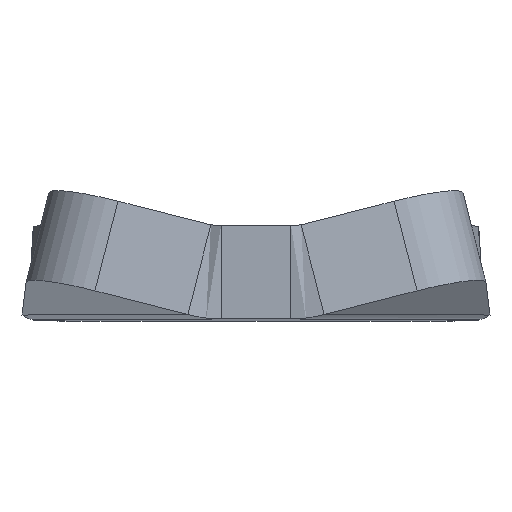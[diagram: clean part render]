
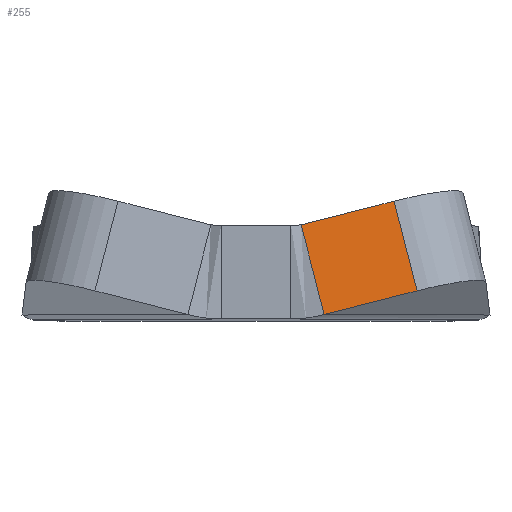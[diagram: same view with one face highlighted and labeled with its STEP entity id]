
A CAD part, top view. The second image highlights one B-rep face of the part: STEP entity #255.
In plain terms, the highlighted planar face has unit normal (-0.016, 0.124, 0.992).
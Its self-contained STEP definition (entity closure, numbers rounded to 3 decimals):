
#65 = CARTESIAN_POINT ( 'NONE',  ( 5.921, 1.051, 49.683 ) ) ;
#121 = CARTESIAN_POINT ( 'NONE',  ( 6.906, -2.794, 50.179 ) ) ;
#207 = ORIENTED_EDGE ( 'NONE', *, *, #2902, .T. ) ;
#255 = ADVANCED_FACE ( 'NONE', ( #2472 ), #2962, .T. ) ;
#302 = LINE ( 'NONE', #65, #2366 ) ;
#338 = CARTESIAN_POINT ( 'NONE',  ( 2.428, -1.884, 49.995 ) ) ;
#424 = DIRECTION ( 'NONE',  ( -0.246, 0.961, -0.124 ) ) ;
#430 = DIRECTION ( 'NONE',  ( -0.016, 0.124, 0.992 ) ) ;
#500 = VERTEX_POINT ( 'NONE', #2346 ) ;
#503 = VECTOR ( 'NONE', #1076, 1000. ) ;
#518 = ORIENTED_EDGE ( 'NONE', *, *, #1425, .T. ) ;
#544 = EDGE_LOOP ( 'NONE', ( #518, #207, #1608, #1332 ) ) ;
#725 = VECTOR ( 'NONE', #424, 1000. ) ;
#1076 = DIRECTION ( 'NONE',  ( -0.246, 0.961, -0.124 ) ) ;
#1304 = DIRECTION ( 'NONE',  ( -0.969, -0.246, 0.016 ) ) ;
#1332 = ORIENTED_EDGE ( 'NONE', *, *, #3258, .T. ) ;
#1425 = EDGE_CURVE ( 'NONE', #2822, #1692, #2705, .T. ) ;
#1450 = DIRECTION ( 'NONE',  ( 0., -0.992, 0.124 ) ) ;
#1477 = AXIS2_PLACEMENT_3D ( 'NONE', #1702, #430, #1450 ) ;
#1492 = CARTESIAN_POINT ( 'NONE',  ( 6.906, -2.794, 50.179 ) ) ;
#1608 = ORIENTED_EDGE ( 'NONE', *, *, #2227, .F. ) ;
#1645 = LINE ( 'NONE', #2404, #3219 ) ;
#1692 = VERTEX_POINT ( 'NONE', #2577 ) ;
#1702 = CARTESIAN_POINT ( 'NONE',  ( -8.697, -6.758, 50.429 ) ) ;
#2184 = CARTESIAN_POINT ( 'NONE',  ( 2.921, -3.806, 50.243 ) ) ;
#2227 = EDGE_CURVE ( 'NONE', #2767, #500, #2371, .T. ) ;
#2346 = CARTESIAN_POINT ( 'NONE',  ( 1.936, 0.039, 49.747 ) ) ;
#2366 = VECTOR ( 'NONE', #1304, 1000. ) ;
#2371 = LINE ( 'NONE', #338, #503 ) ;
#2404 = CARTESIAN_POINT ( 'NONE',  ( 2.921, -3.806, 50.243 ) ) ;
#2472 = FACE_OUTER_BOUND ( 'NONE', #544, .T. ) ;
#2577 = CARTESIAN_POINT ( 'NONE',  ( 5.921, 1.051, 49.683 ) ) ;
#2705 = LINE ( 'NONE', #121, #725 ) ;
#2767 = VERTEX_POINT ( 'NONE', #2184 ) ;
#2822 = VERTEX_POINT ( 'NONE', #1492 ) ;
#2857 = DIRECTION ( 'NONE',  ( 0.969, 0.246, -0.016 ) ) ;
#2902 = EDGE_CURVE ( 'NONE', #1692, #500, #302, .T. ) ;
#2962 = PLANE ( 'NONE',  #1477 ) ;
#3219 = VECTOR ( 'NONE', #2857, 1000. ) ;
#3258 = EDGE_CURVE ( 'NONE', #2767, #2822, #1645, .T. ) ;
